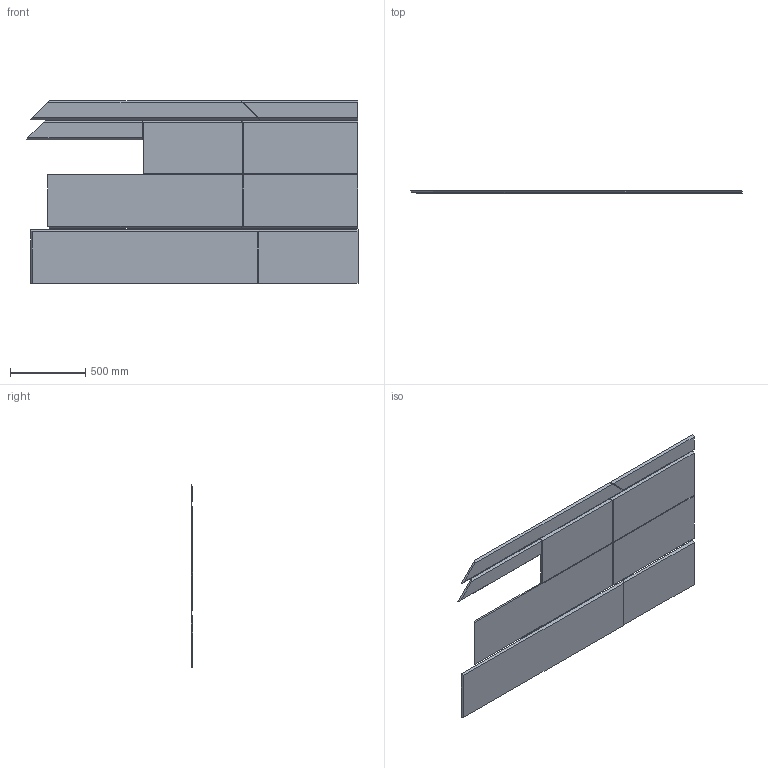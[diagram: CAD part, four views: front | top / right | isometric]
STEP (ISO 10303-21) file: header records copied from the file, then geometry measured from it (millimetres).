
FILE_DESCRIPTION (( 'STEP AP214' ), '1' );
FILE_NAME ('Console Table Flat.STEP', '2022-09-13T03:30:10', ( '' ), ( '' ), 'SwSTEP 2.0', 'SolidWorks 2019', '' );
FILE_SCHEMA (( 'AUTOMOTIVE_DESIGN' ));
Length unit declared in the file: inch
Products named in the file (10): North front; West front; East in; North top; West out; Console Table Flat; West in; North bot; East front; East out
Assembly tree (9 placements, depth 2):
  Console Table Flat
    North top
    West out
    North bot
    East out
    West front
    West in
    North front
    East front
    East in
Bounding box: 2209.17 x 12.7 x 1215.88 mm (x, y, z)
Volume: 29103425.7 mm3; surface area: 4936419.2 mm2
Topology: 9 solids, 9 shells, 54 faces, 108 edges, 72 vertices
Faces by surface type: plane 54
Entity records: 1963 total; most frequent: CARTESIAN_POINT 246, DIRECTION 240, ORIENTED_EDGE 216, LINE 108, EDGE_CURVE 108, VECTOR 108, VERTEX_POINT 72, AXIS2_PLACEMENT_3D 66
